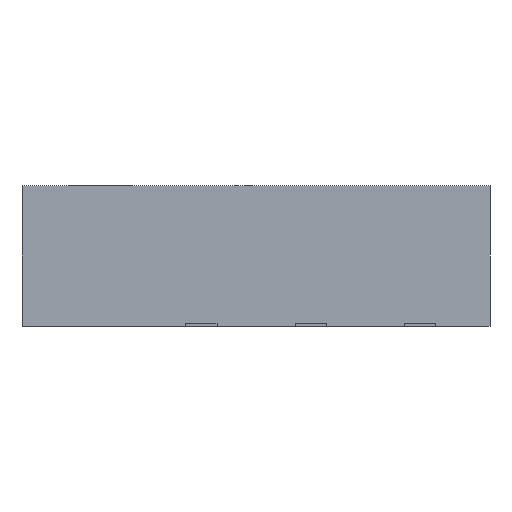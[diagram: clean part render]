
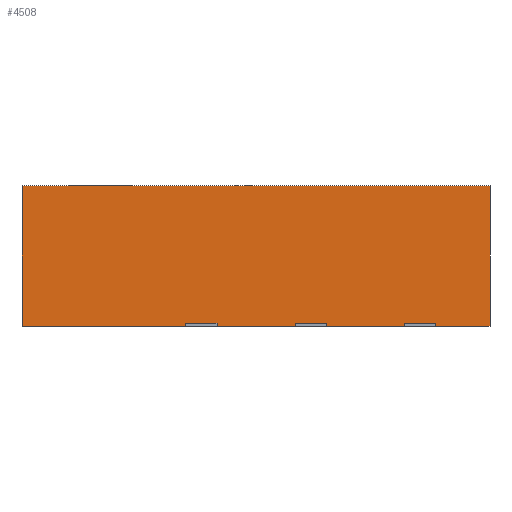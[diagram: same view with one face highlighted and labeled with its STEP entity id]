
A CAD part, front view. The second image highlights one B-rep face of the part: STEP entity #4508.
In plain terms, the highlighted planar face has unit normal (0, -1, 0).
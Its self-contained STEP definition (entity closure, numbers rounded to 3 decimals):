
#152 = ORIENTED_EDGE ( 'NONE', *, *, #3788, .F. ) ;
#157 = DIRECTION ( 'NONE',  ( 0., 1., 0. ) ) ;
#200 = DIRECTION ( 'NONE',  ( 1., 0., 0. ) ) ;
#238 = LINE ( 'NONE', #2029, #4814 ) ;
#277 = LINE ( 'NONE', #2477, #2641 ) ;
#329 = VECTOR ( 'NONE', #4908, 1000. ) ;
#336 = ORIENTED_EDGE ( 'NONE', *, *, #5908, .T. ) ;
#349 = VERTEX_POINT ( 'NONE', #1128 ) ;
#386 = VERTEX_POINT ( 'NONE', #6894 ) ;
#413 = CARTESIAN_POINT ( 'NONE',  ( 0., -2., 0.02 ) ) ;
#418 = VECTOR ( 'NONE', #1868, 1000. ) ;
#464 = EDGE_CURVE ( 'NONE', #5127, #467, #1281, .T. ) ;
#467 = VERTEX_POINT ( 'NONE', #6743 ) ;
#556 = CARTESIAN_POINT ( 'NONE',  ( 1.5, -2., 0. ) ) ;
#558 = VERTEX_POINT ( 'NONE', #2180 ) ;
#609 = DIRECTION ( 'NONE',  ( 0., 0., -1. ) ) ;
#617 = DIRECTION ( 'NONE',  ( 1., 0., 0. ) ) ;
#630 = VERTEX_POINT ( 'NONE', #5432 ) ;
#854 = CARTESIAN_POINT ( 'NONE',  ( -1.5, -2., 0.9 ) ) ;
#871 = DIRECTION ( 'NONE',  ( 1., 0., 0. ) ) ;
#876 = CARTESIAN_POINT ( 'NONE',  ( 0.25, -2., 0.02 ) ) ;
#906 = VECTOR ( 'NONE', #1947, 1000. ) ;
#909 = LINE ( 'NONE', #4249, #5352 ) ;
#1052 = EDGE_CURVE ( 'NONE', #4163, #3988, #5103, .T. ) ;
#1115 = CARTESIAN_POINT ( 'NONE',  ( 0.45, -2., 0. ) ) ;
#1128 = CARTESIAN_POINT ( 'NONE',  ( -0.25, -2., 0.02 ) ) ;
#1143 = LINE ( 'NONE', #6838, #2154 ) ;
#1281 = LINE ( 'NONE', #5797, #1739 ) ;
#1335 = CARTESIAN_POINT ( 'NONE',  ( 0., -2., 0.02 ) ) ;
#1427 = CARTESIAN_POINT ( 'NONE',  ( 0.45, -2., 0.02 ) ) ;
#1457 = AXIS2_PLACEMENT_3D ( 'NONE', #854, #157, #7016 ) ;
#1500 = VERTEX_POINT ( 'NONE', #2363 ) ;
#1526 = ORIENTED_EDGE ( 'NONE', *, *, #3904, .T. ) ;
#1644 = EDGE_CURVE ( 'NONE', #349, #386, #238, .T. ) ;
#1707 = ORIENTED_EDGE ( 'NONE', *, *, #4044, .T. ) ;
#1739 = VECTOR ( 'NONE', #5227, 1000. ) ;
#1798 = PLANE ( 'NONE',  #1457 ) ;
#1835 = ORIENTED_EDGE ( 'NONE', *, *, #4492, .F. ) ;
#1868 = DIRECTION ( 'NONE',  ( 1., 0., 0. ) ) ;
#1892 = CARTESIAN_POINT ( 'NONE',  ( 1.5, -2., 0.9 ) ) ;
#1921 = EDGE_CURVE ( 'NONE', #5445, #6270, #3941, .T. ) ;
#1947 = DIRECTION ( 'NONE',  ( 0., 0., -1. ) ) ;
#2029 = CARTESIAN_POINT ( 'NONE',  ( -0.25, -2., 0.02 ) ) ;
#2075 = LINE ( 'NONE', #413, #329 ) ;
#2154 = VECTOR ( 'NONE', #4016, 1000. ) ;
#2180 = CARTESIAN_POINT ( 'NONE',  ( 1.15, -2., 0.02 ) ) ;
#2214 = CARTESIAN_POINT ( 'NONE',  ( -0.45, -2., 0.02 ) ) ;
#2349 = ORIENTED_EDGE ( 'NONE', *, *, #464, .T. ) ;
#2363 = CARTESIAN_POINT ( 'NONE',  ( -1.5, -2., 0.9 ) ) ;
#2367 = DIRECTION ( 'NONE',  ( 0., 0., -1. ) ) ;
#2401 = ORIENTED_EDGE ( 'NONE', *, *, #1921, .F. ) ;
#2477 = CARTESIAN_POINT ( 'NONE',  ( 1.5, -2., 0.9 ) ) ;
#2641 = VECTOR ( 'NONE', #2367, 1000. ) ;
#2730 = ORIENTED_EDGE ( 'NONE', *, *, #5350, .T. ) ;
#2767 = LINE ( 'NONE', #3957, #7142 ) ;
#2840 = DIRECTION ( 'NONE',  ( 0., 0., -1. ) ) ;
#2941 = EDGE_CURVE ( 'NONE', #7218, #5127, #4680, .T. ) ;
#3207 = ORIENTED_EDGE ( 'NONE', *, *, #3538, .F. ) ;
#3254 = EDGE_CURVE ( 'NONE', #1500, #4163, #2767, .T. ) ;
#3347 = LINE ( 'NONE', #6292, #6542 ) ;
#3412 = ORIENTED_EDGE ( 'NONE', *, *, #4960, .F. ) ;
#3438 = DIRECTION ( 'NONE',  ( 0., 0., -1. ) ) ;
#3538 = EDGE_CURVE ( 'NONE', #5303, #5168, #277, .T. ) ;
#3559 = LINE ( 'NONE', #1335, #5374 ) ;
#3589 = CARTESIAN_POINT ( 'NONE',  ( -1.5, -2., 0. ) ) ;
#3788 = EDGE_CURVE ( 'NONE', #1500, #5303, #5147, .T. ) ;
#3904 = EDGE_CURVE ( 'NONE', #386, #6270, #909, .T. ) ;
#3919 = LINE ( 'NONE', #6185, #4673 ) ;
#3941 = LINE ( 'NONE', #5606, #5541 ) ;
#3957 = CARTESIAN_POINT ( 'NONE',  ( -1.5, -2., 0.9 ) ) ;
#3988 = VERTEX_POINT ( 'NONE', #5733 ) ;
#4016 = DIRECTION ( 'NONE',  ( 0., 0., -1. ) ) ;
#4044 = EDGE_CURVE ( 'NONE', #630, #558, #3347, .T. ) ;
#4094 = DIRECTION ( 'NONE',  ( 1., 0., 0. ) ) ;
#4163 = VERTEX_POINT ( 'NONE', #3589 ) ;
#4249 = CARTESIAN_POINT ( 'NONE',  ( -1.5, -2., 0. ) ) ;
#4441 = ORIENTED_EDGE ( 'NONE', *, *, #3254, .T. ) ;
#4492 = EDGE_CURVE ( 'NONE', #630, #467, #1143, .T. ) ;
#4508 = ADVANCED_FACE ( 'NONE', ( #5725 ), #1798, .F. ) ;
#4667 = CARTESIAN_POINT ( 'NONE',  ( -1.5, -2., 0.9 ) ) ;
#4673 = VECTOR ( 'NONE', #3438, 1000. ) ;
#4680 = LINE ( 'NONE', #5952, #906 ) ;
#4686 = DIRECTION ( 'NONE',  ( 0., 0., -1. ) ) ;
#4814 = VECTOR ( 'NONE', #4686, 1000. ) ;
#4880 = LINE ( 'NONE', #7137, #5722 ) ;
#4908 = DIRECTION ( 'NONE',  ( 1., 0., 0. ) ) ;
#4928 = EDGE_CURVE ( 'NONE', #5925, #5168, #4880, .T. ) ;
#4960 = EDGE_CURVE ( 'NONE', #5270, #3988, #6775, .T. ) ;
#5094 = ORIENTED_EDGE ( 'NONE', *, *, #1052, .T. ) ;
#5103 = LINE ( 'NONE', #5713, #5771 ) ;
#5127 = VERTEX_POINT ( 'NONE', #1115 ) ;
#5147 = LINE ( 'NONE', #4667, #418 ) ;
#5168 = VERTEX_POINT ( 'NONE', #556 ) ;
#5183 = ORIENTED_EDGE ( 'NONE', *, *, #1644, .T. ) ;
#5227 = DIRECTION ( 'NONE',  ( 1., 0., 0. ) ) ;
#5270 = VERTEX_POINT ( 'NONE', #2214 ) ;
#5303 = VERTEX_POINT ( 'NONE', #1892 ) ;
#5350 = EDGE_CURVE ( 'NONE', #5445, #7218, #3559, .T. ) ;
#5352 = VECTOR ( 'NONE', #871, 1000. ) ;
#5374 = VECTOR ( 'NONE', #200, 1000. ) ;
#5432 = CARTESIAN_POINT ( 'NONE',  ( 0.95, -2., 0.02 ) ) ;
#5445 = VERTEX_POINT ( 'NONE', #876 ) ;
#5522 = DIRECTION ( 'NONE',  ( 1., 0., 0. ) ) ;
#5541 = VECTOR ( 'NONE', #6321, 1000. ) ;
#5559 = CARTESIAN_POINT ( 'NONE',  ( -0.45, -2., 0.02 ) ) ;
#5582 = CARTESIAN_POINT ( 'NONE',  ( 1.15, -2., 0. ) ) ;
#5606 = CARTESIAN_POINT ( 'NONE',  ( 0.25, -2., 0.02 ) ) ;
#5713 = CARTESIAN_POINT ( 'NONE',  ( -1.5, -2., 0. ) ) ;
#5722 = VECTOR ( 'NONE', #5522, 1000. ) ;
#5725 = FACE_OUTER_BOUND ( 'NONE', #6233, .T. ) ;
#5733 = CARTESIAN_POINT ( 'NONE',  ( -0.45, -2., 0. ) ) ;
#5771 = VECTOR ( 'NONE', #617, 1000. ) ;
#5797 = CARTESIAN_POINT ( 'NONE',  ( -1.5, -2., 0. ) ) ;
#5908 = EDGE_CURVE ( 'NONE', #5270, #349, #2075, .T. ) ;
#5917 = ORIENTED_EDGE ( 'NONE', *, *, #6076, .T. ) ;
#5925 = VERTEX_POINT ( 'NONE', #5582 ) ;
#5952 = CARTESIAN_POINT ( 'NONE',  ( 0.45, -2., 0.02 ) ) ;
#6076 = EDGE_CURVE ( 'NONE', #558, #5925, #3919, .T. ) ;
#6185 = CARTESIAN_POINT ( 'NONE',  ( 1.15, -2., 0.02 ) ) ;
#6233 = EDGE_LOOP ( 'NONE', ( #5183, #1526, #2401, #2730, #6557, #2349, #1835, #1707, #5917, #6598, #3207, #152, #4441, #5094, #3412, #336 ) ) ;
#6270 = VERTEX_POINT ( 'NONE', #6587 ) ;
#6292 = CARTESIAN_POINT ( 'NONE',  ( 0., -2., 0.02 ) ) ;
#6319 = VECTOR ( 'NONE', #609, 1000. ) ;
#6321 = DIRECTION ( 'NONE',  ( 0., 0., -1. ) ) ;
#6542 = VECTOR ( 'NONE', #4094, 1000. ) ;
#6557 = ORIENTED_EDGE ( 'NONE', *, *, #2941, .T. ) ;
#6587 = CARTESIAN_POINT ( 'NONE',  ( 0.25, -2., 0. ) ) ;
#6598 = ORIENTED_EDGE ( 'NONE', *, *, #4928, .T. ) ;
#6743 = CARTESIAN_POINT ( 'NONE',  ( 0.95, -2., 0. ) ) ;
#6775 = LINE ( 'NONE', #5559, #6319 ) ;
#6838 = CARTESIAN_POINT ( 'NONE',  ( 0.95, -2., 0.02 ) ) ;
#6894 = CARTESIAN_POINT ( 'NONE',  ( -0.25, -2., 0. ) ) ;
#7016 = DIRECTION ( 'NONE',  ( 0., 0., 1. ) ) ;
#7137 = CARTESIAN_POINT ( 'NONE',  ( -1.5, -2., 0. ) ) ;
#7142 = VECTOR ( 'NONE', #2840, 1000. ) ;
#7218 = VERTEX_POINT ( 'NONE', #1427 ) ;
